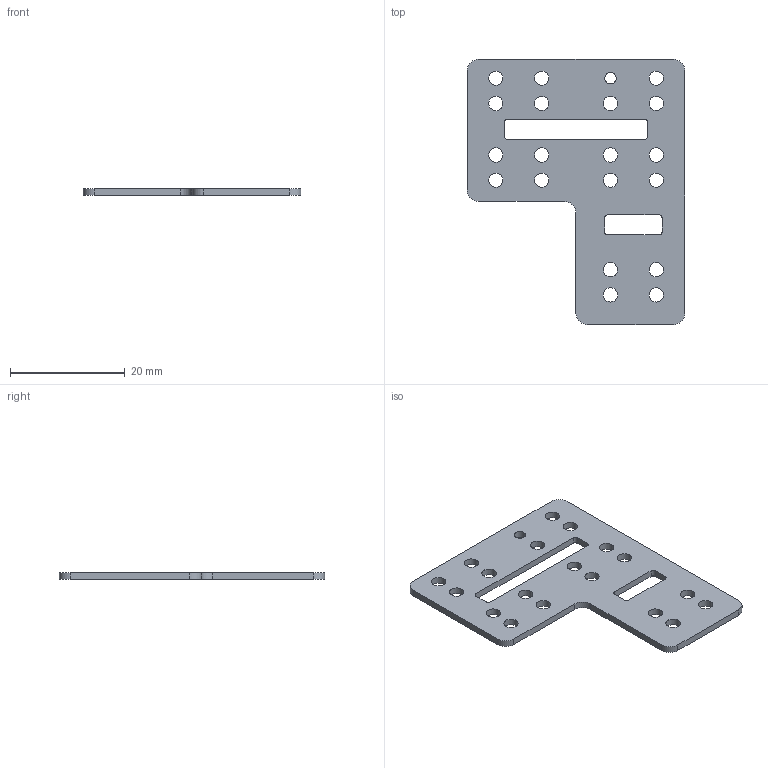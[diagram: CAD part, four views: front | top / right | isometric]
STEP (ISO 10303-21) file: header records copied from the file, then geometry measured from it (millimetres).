
FILE_DESCRIPTION(/* description */ (''),/* implementation_level */ '2;1');
FILE_NAME(/* name */ 'frontplate_left_button_mount.step',/* time_stamp */ '2026-02-09T19:41:57+01:00',/* author */ ('erikt'),/* organization */ (''),/* preprocessor_version */ 'ST-DEVELOPER v19.2',/* originating_system */ 'Autodesk Inventor 2024',/* authorisation */ '');
FILE_SCHEMA (('CONFIG_CONTROL_DESIGN'));
Length unit declared in the file: millimetre
Products named in the file (1): button_mount_neu
Bounding box: 38 x 46.3 x 1.2 mm (x, y, z)
Volume: 1354.8 mm3; surface area: 2739.5 mm2
Topology: 1 solids, 1 shells, 50 faces, 144 edges, 96 vertices
Faces by surface type: cylinder 34, plane 16
Full cylindrical faces by diameter (mm): 2 x1, 2.5 x19
Entity records: 1807 total; most frequent: DIRECTION 314, CARTESIAN_POINT 291, ORIENTED_EDGE 288, EDGE_CURVE 144, AXIS2_PLACEMENT_3D 119, VERTEX_POINT 96, EDGE_LOOP 94, LINE 76
